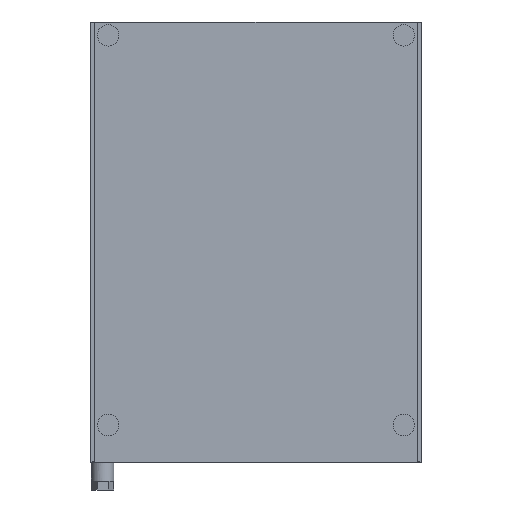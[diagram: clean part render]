
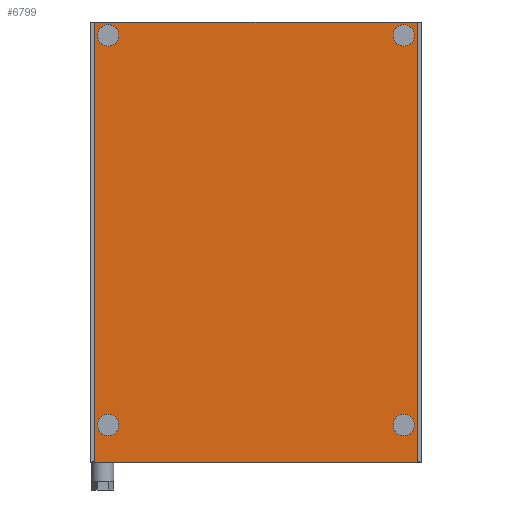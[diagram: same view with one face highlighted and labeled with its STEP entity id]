
A CAD part, front view. The second image highlights one B-rep face of the part: STEP entity #6799.
In plain terms, the highlighted planar face has unit normal (0, -1, 0).
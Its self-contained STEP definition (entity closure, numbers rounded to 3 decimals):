
#298=FACE_OUTER_BOUND('',#695,.T.);
#695=EDGE_LOOP('',(#4594,#4595,#4596,#4597));
#1133=LINE('',#9716,#2002);
#1152=LINE('',#9750,#2021);
#1155=LINE('',#9755,#2024);
#1156=LINE('',#9757,#2025);
#2002=VECTOR('',#7808,10.);
#2021=VECTOR('',#7837,10.);
#2024=VECTOR('',#7842,10.);
#2025=VECTOR('',#7845,10.);
#2860=VERTEX_POINT('',#9713);
#2861=VERTEX_POINT('',#9715);
#2871=VERTEX_POINT('',#9748);
#2872=VERTEX_POINT('',#9753);
#3524=EDGE_CURVE('',#2860,#2861,#1133,.T.);
#3543=EDGE_CURVE('',#2871,#2860,#1152,.T.);
#3546=EDGE_CURVE('',#2872,#2871,#1155,.T.);
#3547=EDGE_CURVE('',#2861,#2872,#1156,.T.);
#4594=ORIENTED_EDGE('',*,*,#3547,.F.);
#4595=ORIENTED_EDGE('',*,*,#3524,.F.);
#4596=ORIENTED_EDGE('',*,*,#3543,.F.);
#4597=ORIENTED_EDGE('',*,*,#3546,.F.);
#6457=PLANE('',#7247);
#6799=ADVANCED_FACE('',(#298),#6457,.F.);
#7247=AXIS2_PLACEMENT_3D('',#9759,#7848,#7849);
#7808=DIRECTION('',(0.,0.,-1.));
#7837=DIRECTION('',(1.,0.,0.));
#7842=DIRECTION('',(0.,0.,1.));
#7845=DIRECTION('',(-1.,0.,0.));
#7848=DIRECTION('center_axis',(0.,1.,0.));
#7849=DIRECTION('ref_axis',(0.,0.,1.));
#9713=CARTESIAN_POINT('',(290.,0.,396.));
#9715=CARTESIAN_POINT('',(290.,0.,-396.));
#9716=CARTESIAN_POINT('',(290.,0.,396.));
#9748=CARTESIAN_POINT('',(-290.,0.,396.));
#9750=CARTESIAN_POINT('',(-290.,0.,396.));
#9753=CARTESIAN_POINT('',(-290.,0.,-396.));
#9755=CARTESIAN_POINT('',(-290.,0.,-396.));
#9757=CARTESIAN_POINT('',(290.,0.,-396.));
#9759=CARTESIAN_POINT('Origin',(0.,0.,0.));
